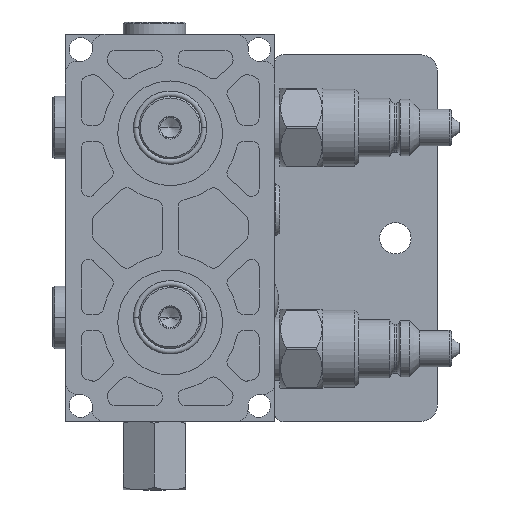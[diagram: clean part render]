
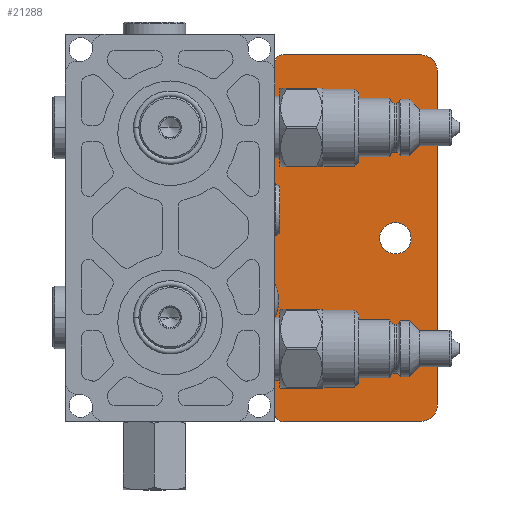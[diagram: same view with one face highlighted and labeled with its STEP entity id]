
A CAD part, front view. The second image highlights one B-rep face of the part: STEP entity #21288.
In plain terms, the highlighted planar face has unit normal (0, -1, 0).
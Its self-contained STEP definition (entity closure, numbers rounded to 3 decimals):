
#274=DIRECTION('',(0.,0.,-1.));
#275=VECTOR('',#274,1.219);
#276=CARTESIAN_POINT('',(31.75,50.8,49.962));
#277=LINE('',#276,#275);
#798=DIRECTION('',(0.,0.,-1.));
#799=VECTOR('',#798,7.468);
#800=CARTESIAN_POINT('',(31.75,50.8,-48.743));
#801=LINE('',#800,#799);
#802=DIRECTION('',(0.,0.,1.));
#803=VECTOR('',#802,97.485);
#804=CARTESIAN_POINT('',(31.75,50.8,-48.743));
#805=LINE('',#804,#803);
#806=CARTESIAN_POINT('',(34.29,50.8,49.962));
#807=DIRECTION('',(0.,1.,0.));
#808=DIRECTION('',(-1.,0.,0.));
#809=AXIS2_PLACEMENT_3D('',#806,#807,#808);
#811=CARTESIAN_POINT('',(75.946,50.8,47.422));
#812=DIRECTION('',(0.,1.,0.));
#813=DIRECTION('',(0.,0.,1.));
#814=AXIS2_PLACEMENT_3D('',#811,#812,#813);
#816=CARTESIAN_POINT('',(75.946,50.8,-53.67));
#817=DIRECTION('',(0.,1.,0.));
#818=DIRECTION('',(1.,0.,0.));
#819=AXIS2_PLACEMENT_3D('',#816,#817,#818);
#821=CARTESIAN_POINT('',(34.29,50.8,-56.21));
#822=DIRECTION('',(0.,1.,0.));
#823=DIRECTION('',(0.,0.,-1.));
#824=AXIS2_PLACEMENT_3D('',#821,#822,#823);
#826=CARTESIAN_POINT('',(68.326,50.8,-3.124));
#827=DIRECTION('',(0.,-1.,0.));
#828=DIRECTION('',(0.,0.,1.));
#829=AXIS2_PLACEMENT_3D('',#826,#827,#828);
#831=CARTESIAN_POINT('',(68.326,50.8,-3.124));
#832=DIRECTION('',(0.,-1.,0.));
#833=DIRECTION('',(0.,0.,-1.));
#834=AXIS2_PLACEMENT_3D('',#831,#832,#833);
#10882=DIRECTION('',(-1.,0.,0.));
#10883=VECTOR('',#10882,41.656);
#10884=CARTESIAN_POINT('',(75.946,50.8,52.502));
#10885=LINE('',#10884,#10883);
#10894=DIRECTION('',(0.,0.,1.));
#10895=VECTOR('',#10894,101.092);
#10896=CARTESIAN_POINT('',(81.026,50.8,-53.67));
#10897=LINE('',#10896,#10895);
#10906=DIRECTION('',(1.,0.,0.));
#10907=VECTOR('',#10906,41.656);
#10908=CARTESIAN_POINT('',(34.29,50.8,-58.75));
#10909=LINE('',#10908,#10907);
#16444=CARTESIAN_POINT('',(31.75,50.8,48.743));
#16445=VERTEX_POINT('',#16444);
#16466=CARTESIAN_POINT('',(31.75,50.8,-48.743));
#16467=VERTEX_POINT('',#16466);
#16762=CARTESIAN_POINT('',(31.75,50.8,-56.21));
#16763=VERTEX_POINT('',#16762);
#16766=CARTESIAN_POINT('',(31.75,50.8,49.962));
#16767=VERTEX_POINT('',#16766);
#16768=CARTESIAN_POINT('',(34.29,50.8,52.502));
#16769=VERTEX_POINT('',#16768);
#16770=CARTESIAN_POINT('',(75.946,50.8,52.502));
#16771=VERTEX_POINT('',#16770);
#16772=CARTESIAN_POINT('',(81.026,50.8,47.422));
#16773=VERTEX_POINT('',#16772);
#16774=CARTESIAN_POINT('',(81.026,50.8,-53.67));
#16775=VERTEX_POINT('',#16774);
#16776=CARTESIAN_POINT('',(75.946,50.8,-58.75));
#16777=VERTEX_POINT('',#16776);
#16778=CARTESIAN_POINT('',(34.29,50.8,-58.75));
#16779=VERTEX_POINT('',#16778);
#16780=CARTESIAN_POINT('',(68.326,50.8,1.638));
#16781=CARTESIAN_POINT('',(68.326,50.8,-7.887));
#16782=VERTEX_POINT('',#16780);
#16783=VERTEX_POINT('',#16781);
#21257=CARTESIAN_POINT('',(81.026,50.8,52.502));
#21258=DIRECTION('',(0.,1.,0.));
#21259=DIRECTION('',(0.,0.,-1.));
#21260=AXIS2_PLACEMENT_3D('',#21257,#21258,#21259);
#21261=PLANE('',#21260);
#21263=ORIENTED_EDGE('',*,*,#21262,.T.);
#21264=ORIENTED_EDGE('',*,*,#20845,.F.);
#21266=ORIENTED_EDGE('',*,*,#21265,.T.);
#21268=ORIENTED_EDGE('',*,*,#21267,.F.);
#21270=ORIENTED_EDGE('',*,*,#21269,.T.);
#21272=ORIENTED_EDGE('',*,*,#21271,.F.);
#21274=ORIENTED_EDGE('',*,*,#21273,.T.);
#21276=ORIENTED_EDGE('',*,*,#21275,.F.);
#21278=ORIENTED_EDGE('',*,*,#21277,.T.);
#21279=ORIENTED_EDGE('',*,*,#21241,.F.);
#21280=EDGE_LOOP('',(#21263,#21264,#21266,#21268,#21270,#21272,#21274,#21276,
#21278,#21279));
#21281=FACE_OUTER_BOUND('',#21280,.F.);
#21283=ORIENTED_EDGE('',*,*,#21282,.T.);
#21285=ORIENTED_EDGE('',*,*,#21284,.T.);
#21286=EDGE_LOOP('',(#21283,#21285));
#21287=FACE_BOUND('',#21286,.F.);
#21288=ADVANCED_FACE('',(#21281,#21287),#21261,.F.);
#810=CIRCLE('',#809,2.54);
#815=CIRCLE('',#814,5.08);
#820=CIRCLE('',#819,5.08);
#825=CIRCLE('',#824,2.54);
#830=CIRCLE('',#829,4.763);
#835=CIRCLE('',#834,4.763);
#20845=EDGE_CURVE('',#16767,#16445,#277,.T.);
#21241=EDGE_CURVE('',#16467,#16763,#801,.T.);
#21262=EDGE_CURVE('',#16467,#16445,#805,.T.);
#21265=EDGE_CURVE('',#16767,#16769,#810,.T.);
#21267=EDGE_CURVE('',#16771,#16769,#10885,.T.);
#21269=EDGE_CURVE('',#16771,#16773,#815,.T.);
#21271=EDGE_CURVE('',#16775,#16773,#10897,.T.);
#21273=EDGE_CURVE('',#16775,#16777,#820,.T.);
#21275=EDGE_CURVE('',#16779,#16777,#10909,.T.);
#21277=EDGE_CURVE('',#16779,#16763,#825,.T.);
#21282=EDGE_CURVE('',#16782,#16783,#830,.T.);
#21284=EDGE_CURVE('',#16783,#16782,#835,.T.);
